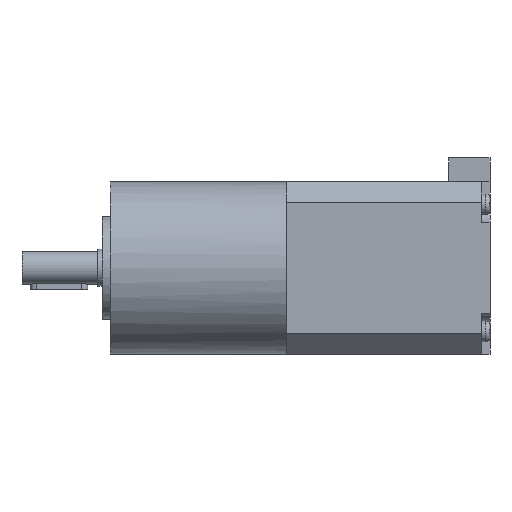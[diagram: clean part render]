
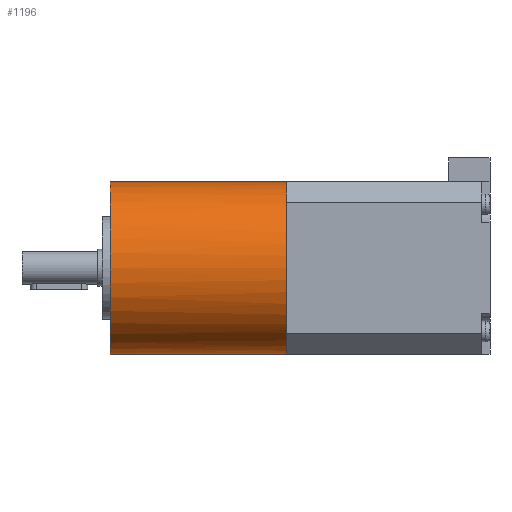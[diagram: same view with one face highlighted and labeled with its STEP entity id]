
A CAD part, left-side view. The second image highlights one B-rep face of the part: STEP entity #1196.
In plain terms, the highlighted cylindrical face has radius 21 mm (diameter 42 mm), a partial arc.
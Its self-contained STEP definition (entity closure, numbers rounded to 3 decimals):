
#3 = ORIENTED_EDGE ( 'NONE', *, *, #2796, .T. ) ;
#26 = CIRCLE ( 'NONE', #3285, 21. ) ;
#68 = CARTESIAN_POINT ( 'NONE',  ( -37.92, 49.5, 9.037 ) ) ;
#180 = CARTESIAN_POINT ( 'NONE',  ( -37.92, 49.5, 30.037 ) ) ;
#184 = CARTESIAN_POINT ( 'NONE',  ( -37.92, 92.5, 30.037 ) ) ;
#232 = VECTOR ( 'NONE', #882, 1000. ) ;
#250 = CARTESIAN_POINT ( 'NONE',  ( -37.92, 49.5, 9.037 ) ) ;
#306 = DIRECTION ( 'NONE',  ( 0., 0., 1. ) ) ;
#439 = VERTEX_POINT ( 'NONE', #792 ) ;
#482 = VECTOR ( 'NONE', #939, 1000. ) ;
#486 = CIRCLE ( 'NONE', #2008, 21. ) ;
#507 = LINE ( 'NONE', #4881, #232 ) ;
#630 = CIRCLE ( 'NONE', #4050, 21. ) ;
#671 = DIRECTION ( 'NONE',  ( 0., 0., 1. ) ) ;
#694 = DIRECTION ( 'NONE',  ( 0., 1., 0. ) ) ;
#792 = CARTESIAN_POINT ( 'NONE',  ( -58.92, 49.5, 9.037 ) ) ;
#882 = DIRECTION ( 'NONE',  ( 0., -1., 0. ) ) ;
#939 = DIRECTION ( 'NONE',  ( 0., -1., 0. ) ) ;
#982 = AXIS2_PLACEMENT_3D ( 'NONE', #250, #3269, #671 ) ;
#1095 = ORIENTED_EDGE ( 'NONE', *, *, #1456, .F. ) ;
#1196 = ADVANCED_FACE ( 'NONE', ( #3864 ), #1555, .T. ) ;
#1234 = CARTESIAN_POINT ( 'NONE',  ( -51.704, 49.5, 24.881 ) ) ;
#1456 = EDGE_CURVE ( 'NONE', #3843, #2171, #5061, .T. ) ;
#1474 = CARTESIAN_POINT ( 'NONE',  ( -51.704, 49.5, -6.806 ) ) ;
#1484 = ORIENTED_EDGE ( 'NONE', *, *, #5423, .F. ) ;
#1555 = CYLINDRICAL_SURFACE ( 'NONE', #2951, 21. ) ;
#1655 = CARTESIAN_POINT ( 'NONE',  ( -53.763, 49.5, 22.821 ) ) ;
#1658 = CARTESIAN_POINT ( 'NONE',  ( -37.92, 92.5, -11.963 ) ) ;
#1694 = CIRCLE ( 'NONE', #1918, 21. ) ;
#1744 = DIRECTION ( 'NONE',  ( 0., 1., 0. ) ) ;
#1885 = EDGE_CURVE ( 'NONE', #3104, #2532, #507, .T. ) ;
#1918 = AXIS2_PLACEMENT_3D ( 'NONE', #5447, #2886, #306 ) ;
#2008 = AXIS2_PLACEMENT_3D ( 'NONE', #4341, #1744, #4758 ) ;
#2063 = CARTESIAN_POINT ( 'NONE',  ( -37.92, 49.5, 9.037 ) ) ;
#2131 = ORIENTED_EDGE ( 'NONE', *, *, #3664, .T. ) ;
#2171 = VERTEX_POINT ( 'NONE', #180 ) ;
#2273 = VERTEX_POINT ( 'NONE', #1655 ) ;
#2302 = AXIS2_PLACEMENT_3D ( 'NONE', #68, #4807, #3296 ) ;
#2303 = ORIENTED_EDGE ( 'NONE', *, *, #3677, .T. ) ;
#2330 = EDGE_CURVE ( 'NONE', #3236, #439, #5081, .T. ) ;
#2364 = DIRECTION ( 'NONE',  ( 0., -1., 0. ) ) ;
#2404 = VERTEX_POINT ( 'NONE', #1234 ) ;
#2494 = DIRECTION ( 'NONE',  ( 0., 0., 1. ) ) ;
#2532 = VERTEX_POINT ( 'NONE', #3495 ) ;
#2628 = ORIENTED_EDGE ( 'NONE', *, *, #4960, .T. ) ;
#2630 = CARTESIAN_POINT ( 'NONE',  ( -37.92, 92.5, 9.037 ) ) ;
#2782 = CIRCLE ( 'NONE', #4966, 21. ) ;
#2796 = EDGE_CURVE ( 'NONE', #2404, #2171, #630, .T. ) ;
#2886 = DIRECTION ( 'NONE',  ( 0., 1., 0. ) ) ;
#2951 = AXIS2_PLACEMENT_3D ( 'NONE', #2630, #2364, #3110 ) ;
#2969 = CARTESIAN_POINT ( 'NONE',  ( -37.92, 92.5, 30.037 ) ) ;
#2984 = ORIENTED_EDGE ( 'NONE', *, *, #5103, .T. ) ;
#3104 = VERTEX_POINT ( 'NONE', #1658 ) ;
#3110 = DIRECTION ( 'NONE',  ( 0., 0., -1. ) ) ;
#3236 = VERTEX_POINT ( 'NONE', #4351 ) ;
#3269 = DIRECTION ( 'NONE',  ( 0., 1., 0. ) ) ;
#3283 = CARTESIAN_POINT ( 'NONE',  ( -37.92, 49.5, 9.037 ) ) ;
#3285 = AXIS2_PLACEMENT_3D ( 'NONE', #2063, #5079, #2494 ) ;
#3296 = DIRECTION ( 'NONE',  ( 0., 0., 1. ) ) ;
#3307 = EDGE_LOOP ( 'NONE', ( #1095, #1484, #4148, #2131, #2984, #4137, #2628, #2303, #3 ) ) ;
#3435 = VERTEX_POINT ( 'NONE', #1474 ) ;
#3495 = CARTESIAN_POINT ( 'NONE',  ( -37.92, 49.5, -11.963 ) ) ;
#3517 = DIRECTION ( 'NONE',  ( 0., 1., 0. ) ) ;
#3664 = EDGE_CURVE ( 'NONE', #2532, #3435, #5218, .T. ) ;
#3677 = EDGE_CURVE ( 'NONE', #2273, #2404, #2782, .T. ) ;
#3716 = DIRECTION ( 'NONE',  ( 0., 0., 1. ) ) ;
#3843 = VERTEX_POINT ( 'NONE', #2969 ) ;
#3864 = FACE_OUTER_BOUND ( 'NONE', #3307, .T. ) ;
#4050 = AXIS2_PLACEMENT_3D ( 'NONE', #4872, #3517, #4405 ) ;
#4137 = ORIENTED_EDGE ( 'NONE', *, *, #2330, .T. ) ;
#4148 = ORIENTED_EDGE ( 'NONE', *, *, #1885, .T. ) ;
#4341 = CARTESIAN_POINT ( 'NONE',  ( -37.92, 49.5, 9.037 ) ) ;
#4351 = CARTESIAN_POINT ( 'NONE',  ( -53.763, 49.5, -4.746 ) ) ;
#4405 = DIRECTION ( 'NONE',  ( 0., 0., 1. ) ) ;
#4758 = DIRECTION ( 'NONE',  ( 0., 0., 1. ) ) ;
#4807 = DIRECTION ( 'NONE',  ( 0., 1., 0. ) ) ;
#4872 = CARTESIAN_POINT ( 'NONE',  ( -37.92, 49.5, 9.037 ) ) ;
#4881 = CARTESIAN_POINT ( 'NONE',  ( -37.92, 92.5, -11.963 ) ) ;
#4960 = EDGE_CURVE ( 'NONE', #439, #2273, #26, .T. ) ;
#4966 = AXIS2_PLACEMENT_3D ( 'NONE', #3283, #694, #3716 ) ;
#5061 = LINE ( 'NONE', #184, #482 ) ;
#5079 = DIRECTION ( 'NONE',  ( 0., 1., 0. ) ) ;
#5081 = CIRCLE ( 'NONE', #2302, 21. ) ;
#5103 = EDGE_CURVE ( 'NONE', #3435, #3236, #486, .T. ) ;
#5218 = CIRCLE ( 'NONE', #982, 21. ) ;
#5423 = EDGE_CURVE ( 'NONE', #3104, #3843, #1694, .T. ) ;
#5447 = CARTESIAN_POINT ( 'NONE',  ( -37.92, 92.5, 9.037 ) ) ;
